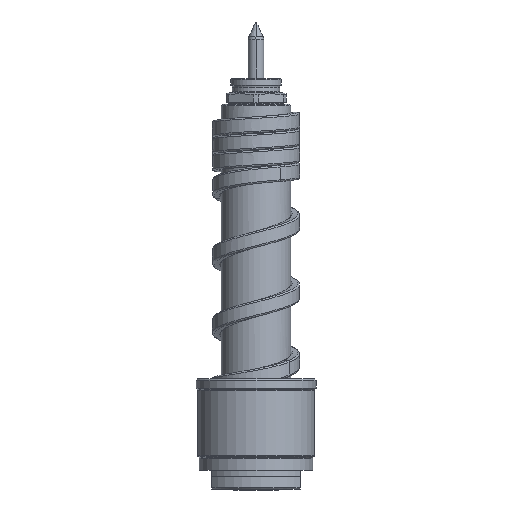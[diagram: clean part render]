
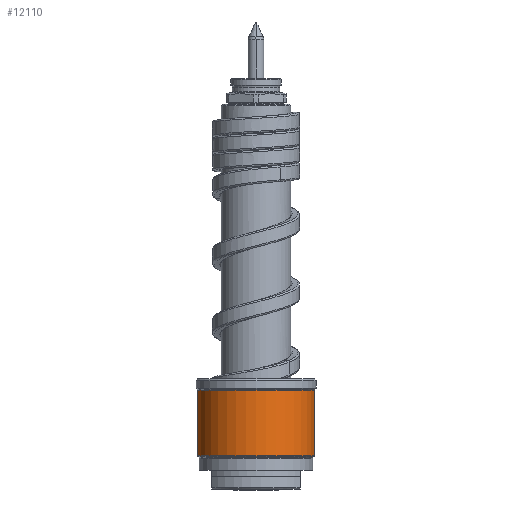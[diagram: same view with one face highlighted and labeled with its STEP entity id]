
A CAD part, front view. The second image highlights one B-rep face of the part: STEP entity #12110.
In plain terms, the highlighted cylindrical face has radius 18.5 mm (diameter 37 mm), a partial arc.
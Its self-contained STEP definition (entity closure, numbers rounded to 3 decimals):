
#3396=CARTESIAN_POINT('',(0.,0.,10.583));
#3397=DIRECTION('',(0.,0.,1.));
#3398=DIRECTION('',(-1.,0.,0.));
#3399=AXIS2_PLACEMENT_3D('',#3396,#3397,#3398);
#3401=DIRECTION('',(0.,0.,-1.));
#3402=VECTOR('',#3401,20.834);
#3403=CARTESIAN_POINT('',(-18.5,0.,31.417));
#3404=LINE('',#3403,#3402);
#3405=CARTESIAN_POINT('',(0.,0.,31.417));
#3406=DIRECTION('',(0.,0.,1.));
#3407=DIRECTION('',(-1.,0.,0.));
#3408=AXIS2_PLACEMENT_3D('',#3405,#3406,#3407);
#3410=DIRECTION('',(0.,0.,-1.));
#3411=VECTOR('',#3410,20.834);
#3412=CARTESIAN_POINT('',(18.5,0.,31.417));
#3413=LINE('',#3412,#3411);
#6938=CARTESIAN_POINT('',(18.5,0.,31.417));
#6939=CARTESIAN_POINT('',(-18.5,0.,31.417));
#6940=VERTEX_POINT('',#6938);
#6941=VERTEX_POINT('',#6939);
#6964=CARTESIAN_POINT('',(18.5,0.,10.583));
#6965=VERTEX_POINT('',#6964);
#6966=CARTESIAN_POINT('',(-18.5,0.,10.583));
#6967=VERTEX_POINT('',#6966);
#12098=CARTESIAN_POINT('',(0.,0.,8.75));
#12099=DIRECTION('',(0.,0.,1.));
#12100=DIRECTION('',(-1.,0.,0.));
#12101=AXIS2_PLACEMENT_3D('',#12098,#12099,#12100);
#12102=CYLINDRICAL_SURFACE('',#12101,18.5);
#12103=ORIENTED_EDGE('',*,*,#10129,.F.);
#12104=ORIENTED_EDGE('',*,*,#10110,.F.);
#12106=ORIENTED_EDGE('',*,*,#12105,.T.);
#12107=ORIENTED_EDGE('',*,*,#10106,.T.);
#12108=EDGE_LOOP('',(#12103,#12104,#12106,#12107));
#12109=FACE_OUTER_BOUND('',#12108,.F.);
#3400=CIRCLE('',#3399,18.5);
#3409=CIRCLE('',#3408,18.5);
#10106=EDGE_CURVE('',#6940,#6965,#3413,.T.);
#10110=EDGE_CURVE('',#6941,#6967,#3404,.T.);
#10129=EDGE_CURVE('',#6967,#6965,#3400,.T.);
#12105=EDGE_CURVE('',#6941,#6940,#3409,.T.);
#12110=ADVANCED_FACE('',(#12109),#12102,.T.);
